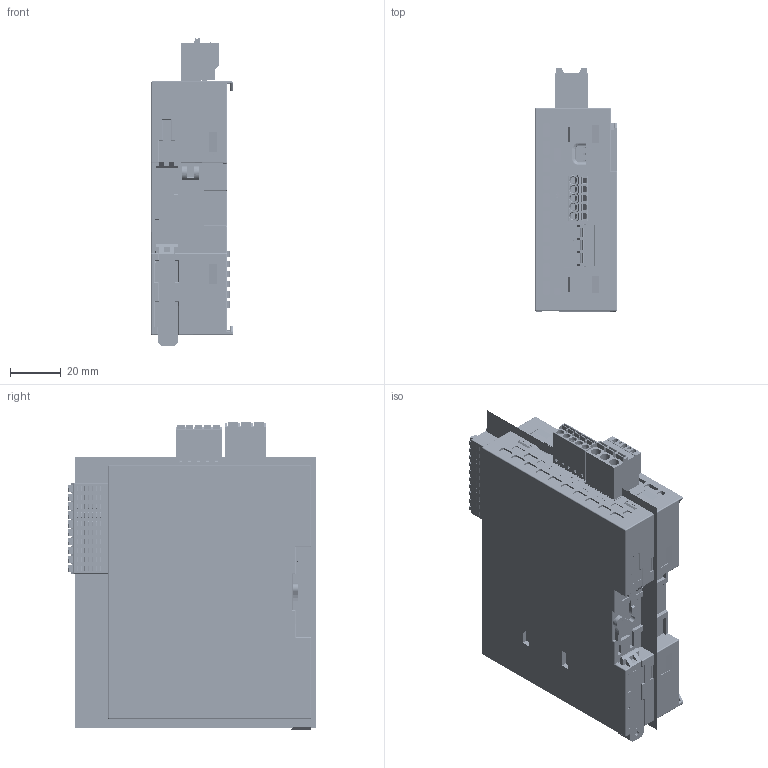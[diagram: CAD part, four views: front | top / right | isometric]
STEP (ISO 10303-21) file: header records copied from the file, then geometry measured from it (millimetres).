
FILE_DESCRIPTION((''),'2;1');
FILE_NAME('HCM301-16MT4-D_ASM','2025-04-22T10:19:44',('YUE.WEI'),(''),'CREO PARAMETRIC BY PTC INC, 2018400','CREO PARAMETRIC BY PTC INC, 2018400','');
FILE_SCHEMA(('CONFIG_CONTROL_DESIGN','SHAPE_APPEARANCE_LAYERS_GROUPS'));
Products named in the file (1): HCM301-16MT4-D_ASM
Bounding box: 32.3 x 97.54 x 121.8 mm (x, y, z)
Volume: 16327.8 mm3; surface area: 67440.5 mm2
Topology: 4 solids, 9 shells, 10650 faces, 29699 edges, 19532 vertices
Faces by surface type: plane 6201, cylinder 2379, extrusion 1171, bspline 412, cone 252, torus 163, sphere 68, revolution 4
Entity records: 372396 total; most frequent: CARTESIAN_POINT 104207, ORIENTED_EDGE 59202, DIRECTION 48078, EDGE_CURVE 29628, VECTOR 21210, LINE 20039, VERTEX_POINT 19532, AXIS2_PLACEMENT_3D 13432
